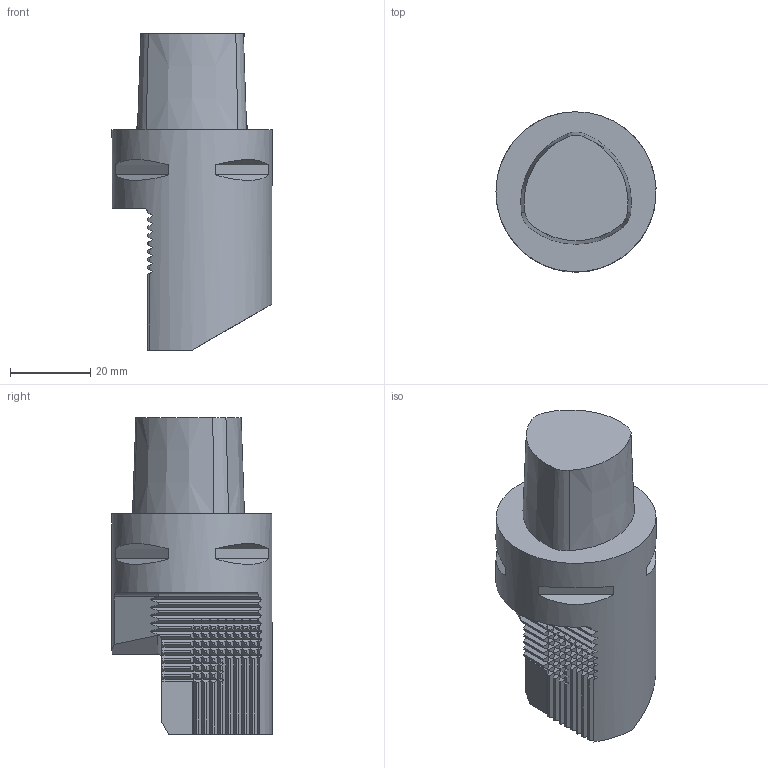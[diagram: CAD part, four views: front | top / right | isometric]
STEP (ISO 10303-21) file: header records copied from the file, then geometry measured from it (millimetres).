
FILE_DESCRIPTION(/* description */ (''),/* implementation_level */ '2;1');
FILE_NAME(/* name */ 'C4-FR-11055-V21.stp',/* time_stamp */ '2018-04-11T16:02:40+06:00',/* author */ (''),/* organization */ (''),/* preprocessor_version */ 'ST-DEVELOPER v16',/* originating_system */ 'SIEMENS PLM Software NX 11.0',/* authorisation */ '');
FILE_SCHEMA (('AUTOMOTIVE_DESIGN { 1 0 10303 214 3 1 1 1 }'));
Length unit declared in the file: millimetre
Products named in the file (1): inpu6526hdk4
Bounding box: 39.98 x 40 x 79 mm (x, y, z)
Volume: 65339.8 mm3; surface area: 12231.8 mm2
Topology: 2 solids, 2 shells, 350 faces, 984 edges, 660 vertices
Faces by surface type: plane 231, cone 78, cylinder 41
Full cylindrical faces by diameter (mm): 40 x1
Entity records: 11609 total; most frequent: CARTESIAN_POINT 2827, ORIENTED_EDGE 1958, DIRECTION 1588, EDGE_CURVE 979, VERTEX_POINT 657, LINE 636, VECTOR 636, AXIS2_PLACEMENT_3D 476
